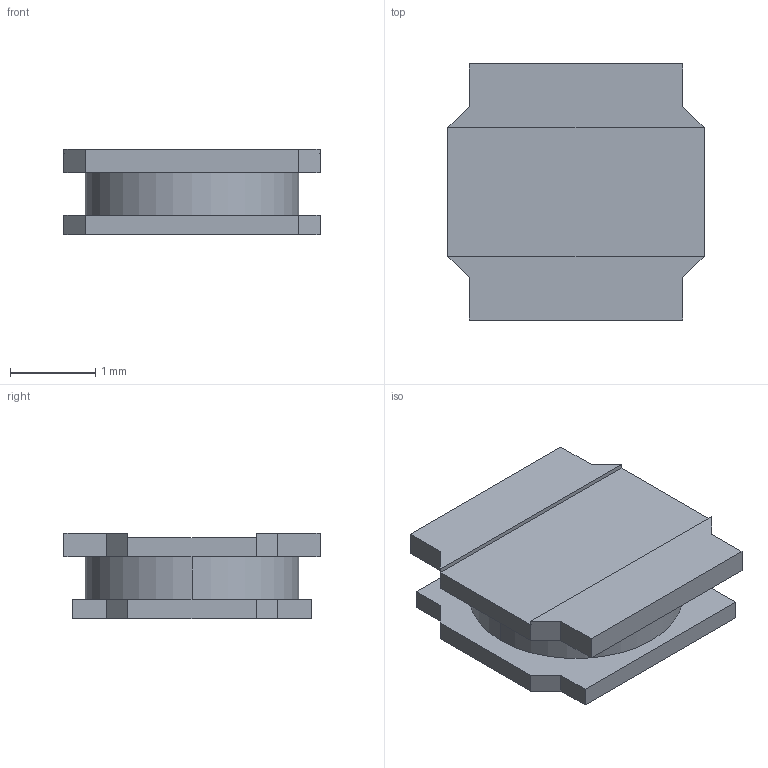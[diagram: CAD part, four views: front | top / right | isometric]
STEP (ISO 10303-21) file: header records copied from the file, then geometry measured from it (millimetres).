
FILE_DESCRIPTION (( 'STEP AP203' ), '1' );
FILE_NAME ('PA4334.STEP', '2021-06-22T06:54:31', ( '' ), ( '' ), 'SwSTEP 2.0', 'SolidWorks 2015', '' );
FILE_SCHEMA (( 'CONFIG_CONTROL_DESIGN' ));
Length unit declared in the file: millimetre
Products named in the file (1): PA4334
Bounding box: 3 x 3 x 1 mm (x, y, z)
Volume: 6.3 mm3; surface area: 32.4 mm2
Topology: 1 solids, 1 shells, 34 faces, 86 edges, 56 vertices
Faces by surface type: plane 32, cylinder 2
Entity records: 1079 total; most frequent: CARTESIAN_POINT 177, ORIENTED_EDGE 172, DIRECTION 160, EDGE_CURVE 86, LINE 82, VECTOR 82, VERTEX_POINT 56, AXIS2_PLACEMENT_3D 39
